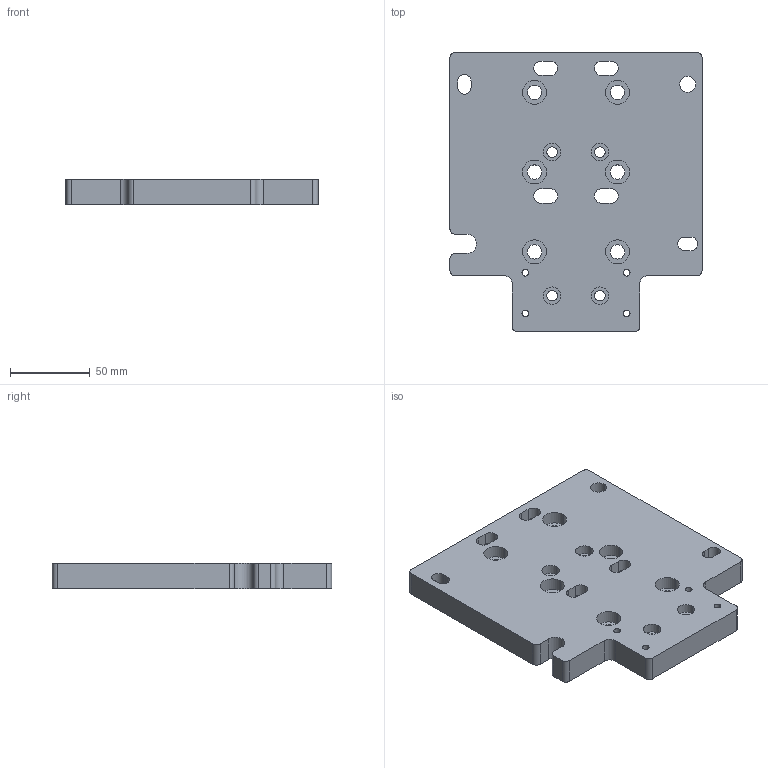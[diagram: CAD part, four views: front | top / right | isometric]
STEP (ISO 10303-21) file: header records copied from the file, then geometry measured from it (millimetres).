
FILE_DESCRIPTION (( 'STEP AP203' ), '1' );
FILE_NAME ('CRP144-33_B-03.STEP', '2020-10-02T23:51:22', ( '' ), ( '' ), 'SwSTEP 2.0', 'SolidWorks 2018', '' );
FILE_SCHEMA (( 'CONFIG_CONTROL_DESIGN' ));
Length unit declared in the file: millimetre
Products named in the file (1): CRP144-33_B-03
Bounding box: 158 x 175 x 15.88 mm (x, y, z)
Volume: 358953.3 mm3; surface area: 67933.2 mm2
Topology: 1 solids, 1 shells, 143 faces, 387 edges, 258 vertices
Faces by surface type: cylinder 98, plane 45
Entity records: 4758 total; most frequent: DIRECTION 871, CARTESIAN_POINT 789, ORIENTED_EDGE 774, EDGE_CURVE 387, AXIS2_PLACEMENT_3D 340, VERTEX_POINT 258, EDGE_LOOP 197, CIRCLE 196
